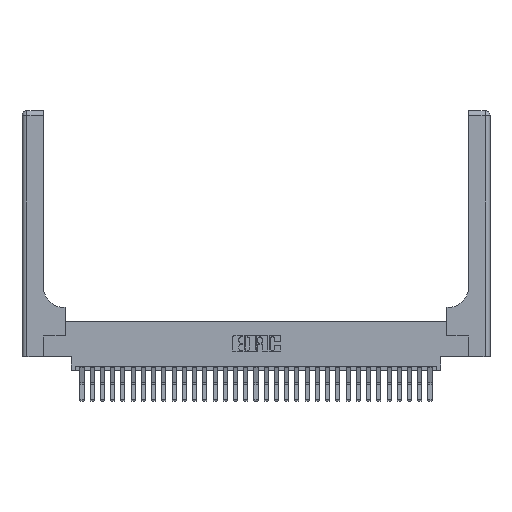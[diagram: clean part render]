
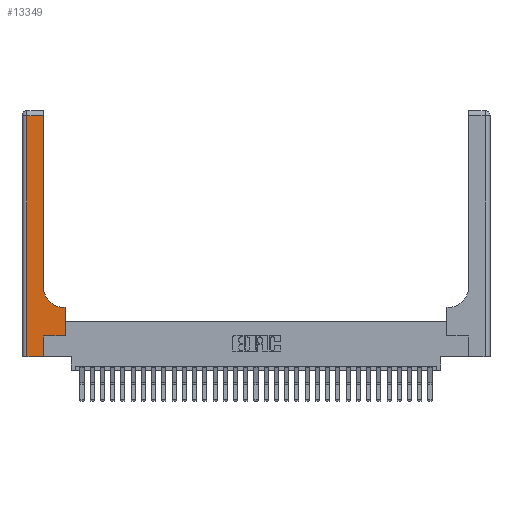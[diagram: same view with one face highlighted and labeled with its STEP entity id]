
A CAD part, top view. The second image highlights one B-rep face of the part: STEP entity #13349.
In plain terms, the highlighted planar face has unit normal (0, 0, 1).
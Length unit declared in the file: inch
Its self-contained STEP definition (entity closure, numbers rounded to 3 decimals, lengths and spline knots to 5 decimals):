
#90 = CARTESIAN_POINT ( 'NONE',  ( 0.06, 3., 0.37 ) ) ;
#627 = VERTEX_POINT ( 'NONE', #10735 ) ;
#1017 = PLANE ( 'NONE',  #3458 ) ;
#1147 = CARTESIAN_POINT ( 'NONE',  ( 0.528, 0.25, 0.37 ) ) ;
#1888 = CIRCLE ( 'NONE', #15514, 0.25 ) ;
#2068 = LINE ( 'NONE', #15677, #12154 ) ;
#2817 = ORIENTED_EDGE ( 'NONE', *, *, #13106, .T. ) ;
#3214 = VERTEX_POINT ( 'NONE', #8444 ) ;
#3458 = AXIS2_PLACEMENT_3D ( 'NONE', #14345, #12644, #21819 ) ;
#3729 = DIRECTION ( 'NONE',  ( -1., 0., 0. ) ) ;
#4160 = LINE ( 'NONE', #24277, #4390 ) ;
#4390 = VECTOR ( 'NONE', #3729, 39.37008 ) ;
#4822 = CARTESIAN_POINT ( 'NONE',  ( 0.06, 0., 0.37 ) ) ;
#5405 = CARTESIAN_POINT ( 'NONE',  ( 0.265, 0.25, 0.37 ) ) ;
#5537 = ORIENTED_EDGE ( 'NONE', *, *, #17787, .T. ) ;
#5550 = DIRECTION ( 'NONE',  ( 1., 0., 0. ) ) ;
#5577 = CARTESIAN_POINT ( 'NONE',  ( 0.06, 2.94, 0.37 ) ) ;
#6479 = DIRECTION ( 'NONE',  ( 1., 0., 0. ) ) ;
#7985 = LINE ( 'NONE', #23894, #19226 ) ;
#8444 = CARTESIAN_POINT ( 'NONE',  ( 0.26, 2.94, 0.37 ) ) ;
#8487 = VERTEX_POINT ( 'NONE', #17026 ) ;
#8498 = VERTEX_POINT ( 'NONE', #18968 ) ;
#9057 = CARTESIAN_POINT ( 'NONE',  ( 0.265, 0., 0.37 ) ) ;
#9495 = EDGE_LOOP ( 'NONE', ( #5537, #2817, #28537, #22137, #29364, #13396, #10455, #26426, #14005 ) ) ;
#10264 = FACE_OUTER_BOUND ( 'NONE', #9495, .T. ) ;
#10455 = ORIENTED_EDGE ( 'NONE', *, *, #17594, .T. ) ;
#10735 = CARTESIAN_POINT ( 'NONE',  ( 0.265, 0.25, 0.37 ) ) ;
#10805 = LINE ( 'NONE', #27212, #16320 ) ;
#11891 = CARTESIAN_POINT ( 'NONE',  ( 0.51, 0.85, 0.37 ) ) ;
#12154 = VECTOR ( 'NONE', #20178, 39.37008 ) ;
#12205 = EDGE_CURVE ( 'NONE', #12386, #22377, #10805, .T. ) ;
#12286 = VERTEX_POINT ( 'NONE', #20557 ) ;
#12386 = VERTEX_POINT ( 'NONE', #4822 ) ;
#12644 = DIRECTION ( 'NONE',  ( 0., 0., -1. ) ) ;
#12918 = LINE ( 'NONE', #25075, #13045 ) ;
#13045 = VECTOR ( 'NONE', #24381, 39.37008 ) ;
#13106 = EDGE_CURVE ( 'NONE', #3214, #19842, #4160, .T. ) ;
#13349 = ADVANCED_FACE ( 'NONE', ( #10264 ), #1017, .F. ) ;
#13396 = ORIENTED_EDGE ( 'NONE', *, *, #29496, .T. ) ;
#13999 = LINE ( 'NONE', #90, #25773 ) ;
#14005 = ORIENTED_EDGE ( 'NONE', *, *, #20542, .T. ) ;
#14345 = CARTESIAN_POINT ( 'NONE',  ( 0., 3., 0.37 ) ) ;
#15187 = EDGE_CURVE ( 'NONE', #8487, #25142, #7985, .T. ) ;
#15514 = AXIS2_PLACEMENT_3D ( 'NONE', #11891, #28309, #23155 ) ;
#15677 = CARTESIAN_POINT ( 'NONE',  ( 0.265, 0., 0.37 ) ) ;
#15838 = VECTOR ( 'NONE', #19105, 39.37008 ) ;
#16320 = VECTOR ( 'NONE', #6479, 39.37008 ) ;
#17026 = CARTESIAN_POINT ( 'NONE',  ( 0.528, 0.6, 0.37 ) ) ;
#17594 = EDGE_CURVE ( 'NONE', #8498, #8487, #26069, .T. ) ;
#17787 = EDGE_CURVE ( 'NONE', #12286, #3214, #12918, .T. ) ;
#18766 = EDGE_CURVE ( 'NONE', #22377, #627, #2068, .T. ) ;
#18968 = CARTESIAN_POINT ( 'NONE',  ( 0.528, 0.25, 0.37 ) ) ;
#19105 = DIRECTION ( 'NONE',  ( 0., 1., 0. ) ) ;
#19226 = VECTOR ( 'NONE', #26594, 39.37008 ) ;
#19842 = VERTEX_POINT ( 'NONE', #5577 ) ;
#20178 = DIRECTION ( 'NONE',  ( 0., 1., 0. ) ) ;
#20542 = EDGE_CURVE ( 'NONE', #25142, #12286, #1888, .T. ) ;
#20557 = CARTESIAN_POINT ( 'NONE',  ( 0.26, 0.85, 0.37 ) ) ;
#21286 = VECTOR ( 'NONE', #5550, 39.37008 ) ;
#21394 = CARTESIAN_POINT ( 'NONE',  ( 0.51, 0.6, 0.37 ) ) ;
#21819 = DIRECTION ( 'NONE',  ( -1., 0., 0. ) ) ;
#22137 = ORIENTED_EDGE ( 'NONE', *, *, #12205, .T. ) ;
#22377 = VERTEX_POINT ( 'NONE', #9057 ) ;
#23155 = DIRECTION ( 'NONE',  ( 1., 0., 0. ) ) ;
#23664 = EDGE_CURVE ( 'NONE', #19842, #12386, #13999, .T. ) ;
#23894 = CARTESIAN_POINT ( 'NONE',  ( 0.26, 0.6, 0.37 ) ) ;
#24277 = CARTESIAN_POINT ( 'NONE',  ( 0., 2.94, 0.37 ) ) ;
#24381 = DIRECTION ( 'NONE',  ( 0., 1., 0. ) ) ;
#25075 = CARTESIAN_POINT ( 'NONE',  ( 0.26, 3., 0.37 ) ) ;
#25142 = VERTEX_POINT ( 'NONE', #21394 ) ;
#25289 = DIRECTION ( 'NONE',  ( 0., -1., 0. ) ) ;
#25773 = VECTOR ( 'NONE', #25289, 39.37008 ) ;
#26069 = LINE ( 'NONE', #1147, #15838 ) ;
#26426 = ORIENTED_EDGE ( 'NONE', *, *, #15187, .T. ) ;
#26594 = DIRECTION ( 'NONE',  ( -1., 0., 0. ) ) ;
#27212 = CARTESIAN_POINT ( 'NONE',  ( 0., 0., 0.37 ) ) ;
#28309 = DIRECTION ( 'NONE',  ( 0., 0., -1. ) ) ;
#28528 = LINE ( 'NONE', #5405, #21286 ) ;
#28537 = ORIENTED_EDGE ( 'NONE', *, *, #23664, .T. ) ;
#29364 = ORIENTED_EDGE ( 'NONE', *, *, #18766, .T. ) ;
#29496 = EDGE_CURVE ( 'NONE', #627, #8498, #28528, .T. ) ;
